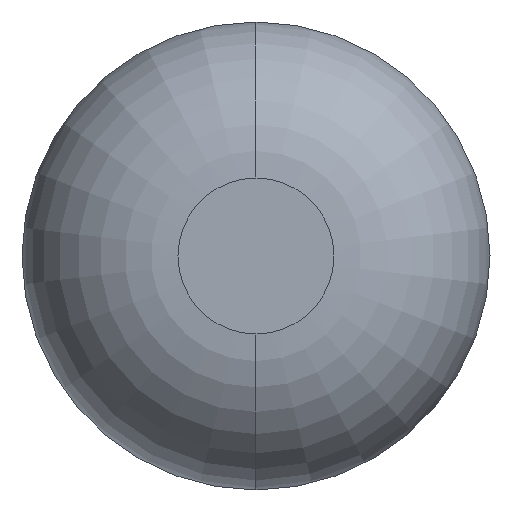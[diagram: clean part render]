
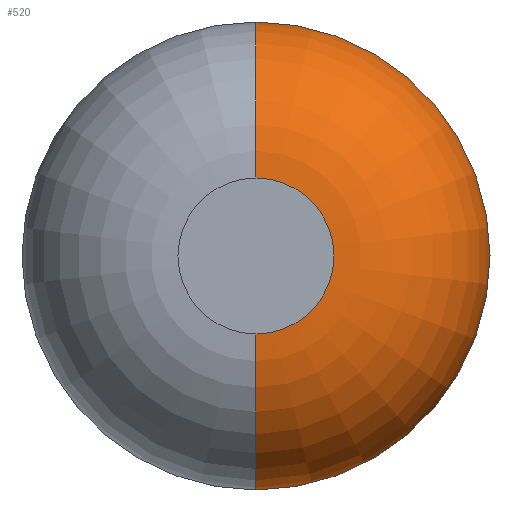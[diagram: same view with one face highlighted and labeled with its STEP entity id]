
A CAD part, front view. The second image highlights one B-rep face of the part: STEP entity #520.
In plain terms, the highlighted toroidal (fillet/blend) face has major radius 1.587 mm and minor radius 3.175 mm.
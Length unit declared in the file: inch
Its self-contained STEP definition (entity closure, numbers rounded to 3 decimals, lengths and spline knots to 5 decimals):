
#2 = DIRECTION ( 'NONE',  ( -1., 0., 0. ) ) ;
#6 = DIRECTION ( 'NONE',  ( 1., 0., 0. ) ) ;
#15 = DIRECTION ( 'NONE',  ( 0., 0., -1. ) ) ;
#20 = CARTESIAN_POINT ( 'NONE',  ( 0., 0.125, 0.1875 ) ) ;
#41 = DIRECTION ( 'NONE',  ( 0., 0., -1. ) ) ;
#57 = EDGE_CURVE ( 'NONE', #540, #375, #329, .T. ) ;
#86 = EDGE_CURVE ( 'NONE', #540, #110, #112, .T. ) ;
#110 = VERTEX_POINT ( 'NONE', #165 ) ;
#111 = DIRECTION ( 'NONE',  ( 0., 0., -1. ) ) ;
#112 = CIRCLE ( 'NONE', #491, 0.125 ) ;
#117 = CARTESIAN_POINT ( 'NONE',  ( 0., 0.125, 0.0625 ) ) ;
#125 = CARTESIAN_POINT ( 'NONE',  ( 0., 0., 0. ) ) ;
#156 = VERTEX_POINT ( 'NONE', #354 ) ;
#165 = CARTESIAN_POINT ( 'NONE',  ( 0., 0., -0.0625 ) ) ;
#183 = EDGE_LOOP ( 'NONE', ( #227, #290, #373, #237 ) ) ;
#194 = FACE_OUTER_BOUND ( 'NONE', #183, .T. ) ;
#211 = AXIS2_PLACEMENT_3D ( 'NONE', #234, #460, #41 ) ;
#227 = ORIENTED_EDGE ( 'NONE', *, *, #57, .T. ) ;
#234 = CARTESIAN_POINT ( 'NONE',  ( 0., 0.125, 0. ) ) ;
#237 = ORIENTED_EDGE ( 'NONE', *, *, #86, .F. ) ;
#246 = EDGE_CURVE ( 'NONE', #375, #156, #320, .T. ) ;
#260 = DIRECTION ( 'NONE',  ( 0., -1., 0. ) ) ;
#290 = ORIENTED_EDGE ( 'NONE', *, *, #246, .T. ) ;
#304 = DIRECTION ( 'NONE',  ( 0., 0., -1. ) ) ;
#320 = CIRCLE ( 'NONE', #499, 0.125 ) ;
#326 = CARTESIAN_POINT ( 'NONE',  ( 0., 0.125, 0. ) ) ;
#327 = CARTESIAN_POINT ( 'NONE',  ( 0., 0.125, -0.0625 ) ) ;
#329 = CIRCLE ( 'NONE', #211, 0.1875 ) ;
#332 = EDGE_CURVE ( 'NONE', #110, #156, #462, .T. ) ;
#354 = CARTESIAN_POINT ( 'NONE',  ( 0., 0., 0.0625 ) ) ;
#361 = AXIS2_PLACEMENT_3D ( 'NONE', #326, #515, #111 ) ;
#373 = ORIENTED_EDGE ( 'NONE', *, *, #332, .F. ) ;
#375 = VERTEX_POINT ( 'NONE', #20 ) ;
#379 = AXIS2_PLACEMENT_3D ( 'NONE', #125, #260, #304 ) ;
#456 = DIRECTION ( 'NONE',  ( 0., 0., 1. ) ) ;
#460 = DIRECTION ( 'NONE',  ( 0., -1., 0. ) ) ;
#462 = CIRCLE ( 'NONE', #379, 0.0625 ) ;
#491 = AXIS2_PLACEMENT_3D ( 'NONE', #327, #2, #456 ) ;
#499 = AXIS2_PLACEMENT_3D ( 'NONE', #117, #6, #15 ) ;
#515 = DIRECTION ( 'NONE',  ( 0., -1., 0. ) ) ;
#516 = TOROIDAL_SURFACE ( 'NONE', #361, 0.0625, 0.125 ) ;
#520 = ADVANCED_FACE ( 'NONE', ( #194 ), #516, .T. ) ;
#540 = VERTEX_POINT ( 'NONE', #542 ) ;
#542 = CARTESIAN_POINT ( 'NONE',  ( 0., 0.125, -0.1875 ) ) ;
